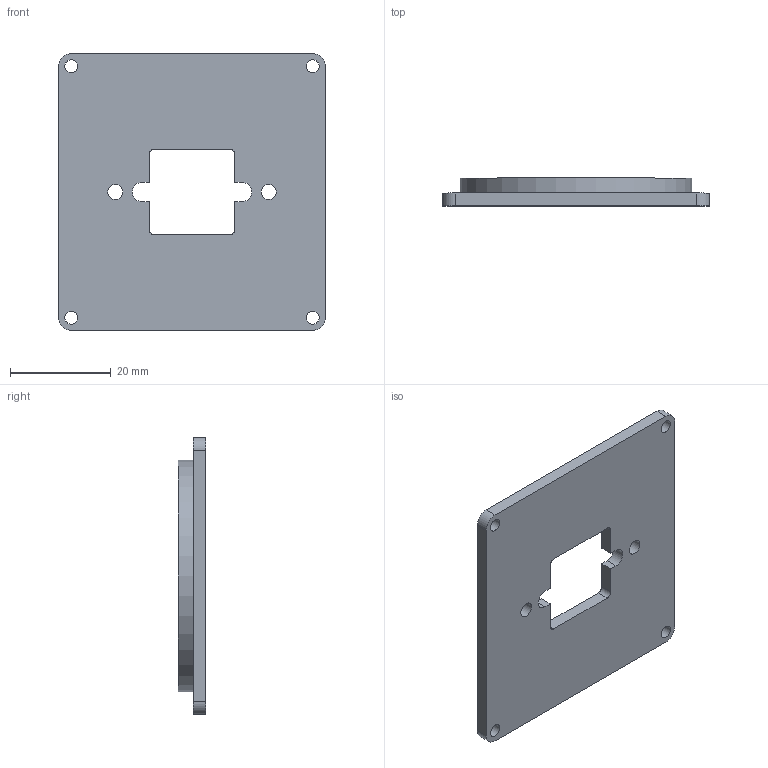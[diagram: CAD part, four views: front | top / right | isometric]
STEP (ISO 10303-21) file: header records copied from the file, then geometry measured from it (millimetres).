
FILE_DESCRIPTION(/* description */ (''),/* implementation_level */ '2;1');
FILE_NAME(/* name */ 'Camera_Mount.stp',/* time_stamp */ '2024-01-22T10:26:52+09:00',/* author */ ('Hanaoka'),/* organization */ (''),/* preprocessor_version */ 'ST-DEVELOPER v20',/* originating_system */ 'Autodesk Inventor 2024',/* authorisation */ '');
FILE_SCHEMA (('AUTOMOTIVE_DESIGN { 1 0 10303 214 3 1 1 }'));
Length unit declared in the file: millimetre
Products named in the file (1): Camera_Mount
Bounding box: 53 x 5.5 x 55 mm (x, y, z)
Volume: 6942.5 mm3; surface area: 7396.4 mm2
Topology: 1 solids, 1 shells, 38 faces, 99 edges, 66 vertices
Faces by surface type: cylinder 19, plane 19
Full cylindrical faces by diameter (mm): 2.6 x4, 3 x2, 42 x1, 46 x1, 48 x1
Entity records: 1299 total; most frequent: DIRECTION 215, CARTESIAN_POINT 204, ORIENTED_EDGE 198, EDGE_CURVE 99, AXIS2_PLACEMENT_3D 77, VERTEX_POINT 66, LINE 61, VECTOR 61
